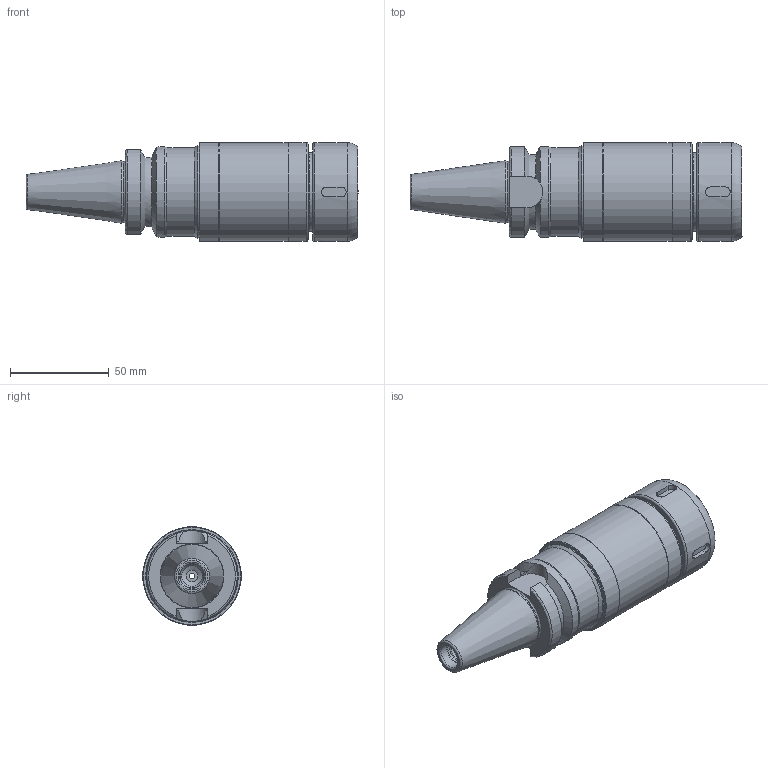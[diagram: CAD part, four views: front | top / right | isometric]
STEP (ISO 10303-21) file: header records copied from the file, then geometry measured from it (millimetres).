
FILE_DESCRIPTION((''),'2;1');
FILE_NAME('245000132120 BT30-SMH32-120-3D.stp','2023-03-29T14:14:42',('nttooll'),(''),'Autodesk Inventor 2012','Autodesk Inventor 2012','');
FILE_SCHEMA(('AUTOMOTIVE_DESIGN { 1 0 10303 214 1 1 1 1 }'));
Length unit declared in the file: millimetre
Products named in the file (1): 245000132120 BT30-SMH32-120-3D
Bounding box: 168.4 x 50 x 50 mm (x, y, z)
Volume: 195708.5 mm3; surface area: 36014.9 mm2
Topology: 1 solids, 1 shells, 99 faces, 216 edges, 131 vertices
Faces by surface type: cylinder 37, plane 29, cone 21, torus 12
Full cylindrical faces by diameter (mm): 2.7 x1, 6 x1, 7.1 x1, 8.2 x1, 10.5 x1, 12 x1, 12.5 x1, 12.9 x1, 20.4 x1, 23.5 x1, 27 x1, 30.8 x1, 32.65 x1, 40 x2, 40.2 x1, 45 x1, 46 x1, 47 x1, 49.8 x1, 50 x3
Entity records: 2614 total; most frequent: CARTESIAN_POINT 640, DIRECTION 414, ORIENTED_EDGE 324, AXIS2_PLACEMENT_3D 182, EDGE_LOOP 164, EDGE_CURVE 162, VERTEX_POINT 128, FACE_OUTER_BOUND 99
